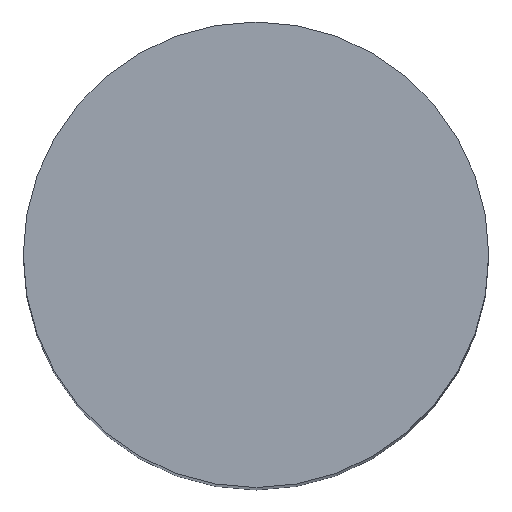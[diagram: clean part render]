
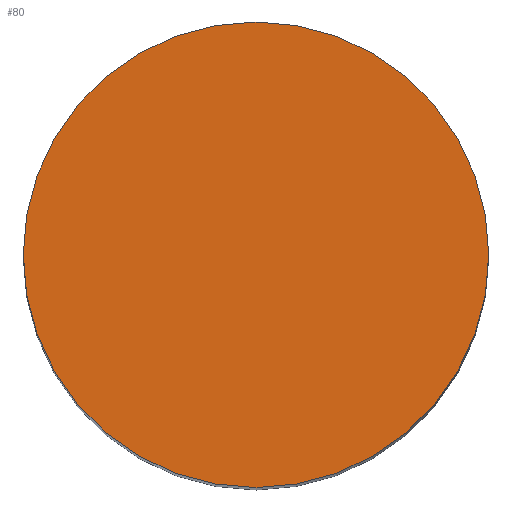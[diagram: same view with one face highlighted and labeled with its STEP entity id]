
A CAD part, top view. The second image highlights one B-rep face of the part: STEP entity #80.
In plain terms, the highlighted planar face has unit normal (0, 0, 1).
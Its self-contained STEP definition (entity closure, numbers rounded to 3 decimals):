
#58=FACE_OUTER_BOUND('',#61,.T.);
#61=EDGE_LOOP('',(#75));
#63=CIRCLE('',#107,2.5);
#66=VERTEX_POINT('',#169);
#68=EDGE_CURVE('',#66,#66,#63,.T.);
#75=ORIENTED_EDGE('',*,*,#68,.T.);
#77=PLANE('',#108);
#80=ADVANCED_FACE('',(#58),#77,.T.);
#107=AXIS2_PLACEMENT_3D('',#170,#131,#132);
#108=AXIS2_PLACEMENT_3D('',#172,#134,#135);
#131=DIRECTION('center_axis',(0.,0.,1.));
#132=DIRECTION('ref_axis',(1.,0.,0.));
#134=DIRECTION('center_axis',(0.,0.,1.));
#135=DIRECTION('ref_axis',(1.,0.,0.));
#169=CARTESIAN_POINT('',(-2.5,0.,7.5));
#170=CARTESIAN_POINT('Origin',(0.,0.,7.5));
#172=CARTESIAN_POINT('Origin',(0.,0.,7.5));
